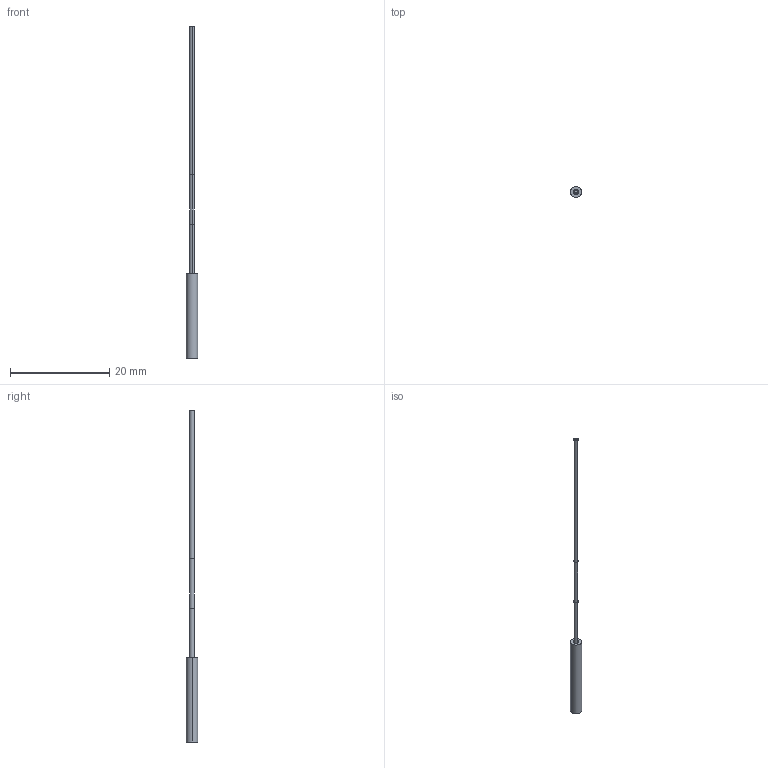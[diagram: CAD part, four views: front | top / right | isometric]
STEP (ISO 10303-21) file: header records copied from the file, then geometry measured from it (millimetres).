
FILE_DESCRIPTION((''),'2;1');
FILE_NAME('193968_ASM','2016-03-09T',('pdmadmin'),(''),'PRO/ENGINEER BY PARAMETRIC TECHNOLOGY CORPORATION, 2013230','PRO/ENGINEER BY PARAMETRIC TECHNOLOGY CORPORATION, 2013230','');
FILE_SCHEMA(('CONFIG_CONTROL_DESIGN'));
Length unit declared in the file: inch
Products named in the file (5): 15624; 58146; FIBER_CORE_020_X_; 68625_ASM; 193968_ASM
Assembly tree (4 placements, depth 3):
  193968_ASM
    68625_ASM
      15624
      58146
      FIBER_CORE_020_X_
Bounding box: 2.29 x 2.29 x 67.02 mm (x, y, z)
Volume: 96 mm3; surface area: 428.9 mm2
Topology: 3 solids, 4 shells, 28 faces, 54 edges, 32 vertices
Faces by surface type: cylinder 16, plane 6, bspline 4, cone 2
Entity records: 1035 total; most frequent: CARTESIAN_POINT 312, DIRECTION 158, ORIENTED_EDGE 104, AXIS2_PLACEMENT_3D 70, EDGE_CURVE 54, VERTEX_POINT 32, CIRCLE 32, EDGE_LOOP 30
